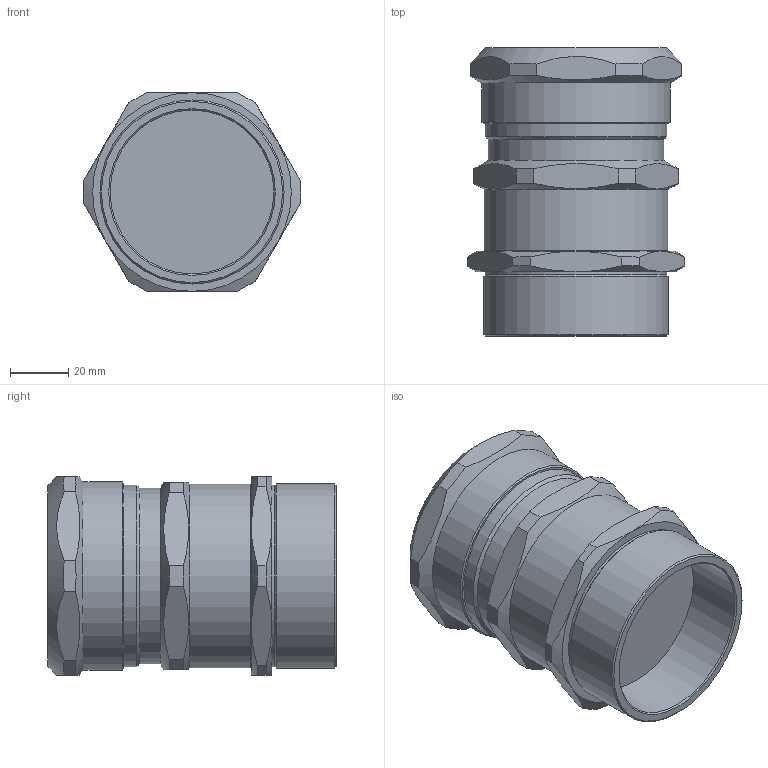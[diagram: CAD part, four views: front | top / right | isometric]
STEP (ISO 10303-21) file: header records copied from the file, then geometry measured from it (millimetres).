
FILE_DESCRIPTION(/* description */ ('','CAx-IF Rec.Pracs.---Representation and Presentation of Product Manufacturing Information (PMI)---4.0---2014-10-13'),/* implementation_level */ '2;1');
FILE_NAME(/* name */ 'ЗЭТАРУС ВКБ3-M63-45-51.stp',/* time_stamp */ '2023-01-26T15:54:07+07:00',/* author */ ('zeta-09'),/* organization */ (''),/* preprocessor_version */ 'ST-DEVELOPER v18.1',/* originating_system */ 'Autodesk Inventor 2021',/* authorisation */ '');
FILE_SCHEMA (('AP242_MANAGED_MODEL_BASED_3D_ENGINEERING_MIM_LF { 1 0 10303 442 1 1 4 }'));
Length unit declared in the file: millimetre
Products named in the file (1): Деталь17
Bounding box: 74.52 x 98.65 x 68 mm (x, y, z)
Volume: 267816.9 mm3; surface area: 42458 mm2
Topology: 1 solids, 3 shells, 83 faces, 197 edges, 124 vertices
Faces by surface type: plane 46, cone 26, cylinder 9, torus 2
Full cylindrical faces by diameter (mm): 56 x1, 60 x2, 60.9 x1, 62 x2, 62.9 x1, 63 x1, 64.4 x1
Entity records: 2518 total; most frequent: CARTESIAN_POINT 598, ORIENTED_EDGE 392, DIRECTION 353, EDGE_CURVE 197, AXIS2_PLACEMENT_3D 147, VERTEX_POINT 124, EDGE_LOOP 89, STYLED_ITEM 83
